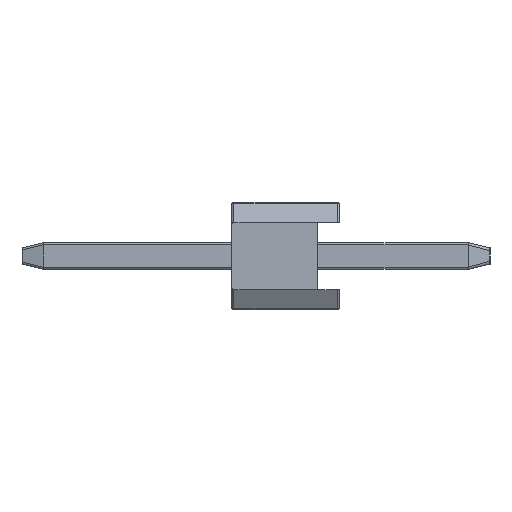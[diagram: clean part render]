
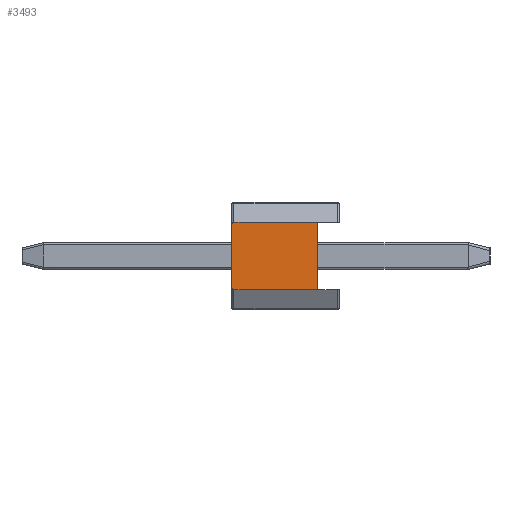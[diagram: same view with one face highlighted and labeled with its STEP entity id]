
A CAD part, left-side view. The second image highlights one B-rep face of the part: STEP entity #3493.
In plain terms, the highlighted planar face has unit normal (-1, 0, 0).
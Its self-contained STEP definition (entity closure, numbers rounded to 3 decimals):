
#263 = VERTEX_POINT ( 'NONE', #534 ) ;
#534 = CARTESIAN_POINT ( 'NONE',  ( -19., -0.6, -0.625 ) ) ;
#572 = FACE_OUTER_BOUND ( 'NONE', #9580, .T. ) ;
#1425 = DIRECTION ( 'NONE',  ( 0., 0., -1. ) ) ;
#1448 = CARTESIAN_POINT ( 'NONE',  ( -19., 0.96, 0.625 ) ) ;
#1645 = DIRECTION ( 'NONE',  ( 0., -1., 0. ) ) ;
#1799 = EDGE_CURVE ( 'NONE', #11117, #9053, #19909, .T. ) ;
#3493 = ADVANCED_FACE ( 'NONE', ( #572 ), #25482, .F. ) ;
#3963 = ORIENTED_EDGE ( 'NONE', *, *, #23702, .T. ) ;
#4209 = VECTOR ( 'NONE', #6821, 1000. ) ;
#4291 = DIRECTION ( 'NONE',  ( 0., 0., -1. ) ) ;
#5031 = EDGE_CURVE ( 'NONE', #27637, #263, #11391, .T. ) ;
#5132 = DIRECTION ( 'NONE',  ( 0., 0., 1. ) ) ;
#5925 = AXIS2_PLACEMENT_3D ( 'NONE', #30383, #15863, #1425 ) ;
#6801 = CARTESIAN_POINT ( 'NONE',  ( -19., 1., -0.585 ) ) ;
#6821 = DIRECTION ( 'NONE',  ( 0., -1., 0. ) ) ;
#6945 = DIRECTION ( 'NONE',  ( -1., 0., 0. ) ) ;
#7171 = VERTEX_POINT ( 'NONE', #29686 ) ;
#7478 = ORIENTED_EDGE ( 'NONE', *, *, #22219, .T. ) ;
#7579 = CARTESIAN_POINT ( 'NONE',  ( -19., 1., -0.625 ) ) ;
#8615 = CARTESIAN_POINT ( 'NONE',  ( -19., 1., -0.625 ) ) ;
#9053 = VERTEX_POINT ( 'NONE', #15918 ) ;
#9163 = CARTESIAN_POINT ( 'NONE',  ( -19., -0.6, -0.625 ) ) ;
#9580 = EDGE_LOOP ( 'NONE', ( #30150, #7478, #16283, #3963, #15374, #25667 ) ) ;
#11117 = VERTEX_POINT ( 'NONE', #6801 ) ;
#11391 = LINE ( 'NONE', #23575, #4209 ) ;
#11656 = LINE ( 'NONE', #13665, #30983 ) ;
#12762 = VECTOR ( 'NONE', #5132, 1000. ) ;
#13072 = CIRCLE ( 'NONE', #5925, 0.04 ) ;
#13289 = CARTESIAN_POINT ( 'NONE',  ( -19., 0.96, -0.625 ) ) ;
#13427 = DIRECTION ( 'NONE',  ( 0., 0., -1. ) ) ;
#13665 = CARTESIAN_POINT ( 'NONE',  ( -19., 1., 0.625 ) ) ;
#15066 = EDGE_CURVE ( 'NONE', #7171, #263, #17628, .T. ) ;
#15374 = ORIENTED_EDGE ( 'NONE', *, *, #5031, .T. ) ;
#15863 = DIRECTION ( 'NONE',  ( -1., 0., 0. ) ) ;
#15918 = CARTESIAN_POINT ( 'NONE',  ( -19., 1., 0.585 ) ) ;
#16283 = ORIENTED_EDGE ( 'NONE', *, *, #1799, .F. ) ;
#17628 = LINE ( 'NONE', #9163, #22555 ) ;
#18125 = VERTEX_POINT ( 'NONE', #1448 ) ;
#19909 = LINE ( 'NONE', #7579, #12762 ) ;
#21343 = CARTESIAN_POINT ( 'NONE',  ( -19., 0.96, 0.585 ) ) ;
#22219 = EDGE_CURVE ( 'NONE', #18125, #9053, #24130, .T. ) ;
#22555 = VECTOR ( 'NONE', #4291, 1000. ) ;
#22595 = AXIS2_PLACEMENT_3D ( 'NONE', #8615, #27941, #13427 ) ;
#23575 = CARTESIAN_POINT ( 'NONE',  ( -19., 1., -0.625 ) ) ;
#23702 = EDGE_CURVE ( 'NONE', #11117, #27637, #13072, .T. ) ;
#23804 = DIRECTION ( 'NONE',  ( 0., 0., -1. ) ) ;
#24130 = CIRCLE ( 'NONE', #26920, 0.04 ) ;
#25482 = PLANE ( 'NONE',  #22595 ) ;
#25667 = ORIENTED_EDGE ( 'NONE', *, *, #15066, .F. ) ;
#26920 = AXIS2_PLACEMENT_3D ( 'NONE', #21343, #6945, #23804 ) ;
#27637 = VERTEX_POINT ( 'NONE', #13289 ) ;
#27941 = DIRECTION ( 'NONE',  ( 1., 0., 0. ) ) ;
#29686 = CARTESIAN_POINT ( 'NONE',  ( -19., -0.6, 0.625 ) ) ;
#30150 = ORIENTED_EDGE ( 'NONE', *, *, #31359, .F. ) ;
#30383 = CARTESIAN_POINT ( 'NONE',  ( -19., 0.96, -0.585 ) ) ;
#30983 = VECTOR ( 'NONE', #1645, 1000. ) ;
#31359 = EDGE_CURVE ( 'NONE', #18125, #7171, #11656, .T. ) ;
